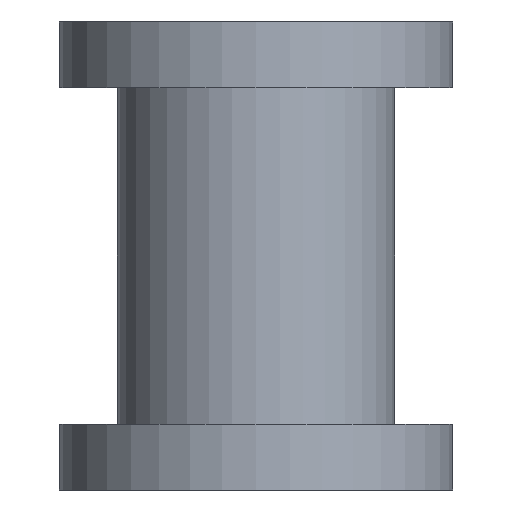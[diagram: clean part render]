
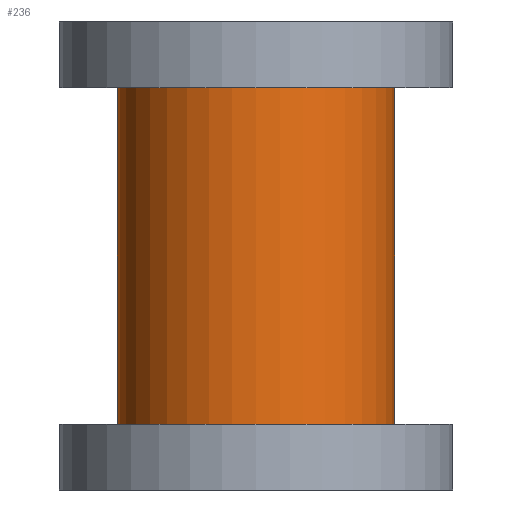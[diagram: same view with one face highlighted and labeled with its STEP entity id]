
A CAD part, front view. The second image highlights one B-rep face of the part: STEP entity #236.
In plain terms, the highlighted cylindrical face has radius 74 mm (diameter 148 mm), a full revolution.
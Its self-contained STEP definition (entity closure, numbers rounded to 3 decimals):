
#24=CIRCLE('',#261,74.);
#29=CIRCLE('',#272,74.);
#36=CYLINDRICAL_SURFACE('',#276,74.);
#50=FACE_OUTER_BOUND('',#68,.T.);
#68=EDGE_LOOP('',(#211,#212,#213,#214));
#86=LINE('',#413,#104);
#104=VECTOR('',#348,74.);
#114=VERTEX_POINT('',#377);
#124=VERTEX_POINT('',#407);
#138=EDGE_CURVE('',#114,#114,#24,.T.);
#152=EDGE_CURVE('',#124,#124,#29,.T.);
#154=EDGE_CURVE('',#124,#114,#86,.T.);
#211=ORIENTED_EDGE('',*,*,#152,.F.);
#212=ORIENTED_EDGE('',*,*,#154,.T.);
#213=ORIENTED_EDGE('',*,*,#138,.T.);
#214=ORIENTED_EDGE('',*,*,#154,.F.);
#236=ADVANCED_FACE('',(#50),#36,.T.);
#261=AXIS2_PLACEMENT_3D('',#378,#307,#308);
#272=AXIS2_PLACEMENT_3D('',#408,#338,#339);
#276=AXIS2_PLACEMENT_3D('',#412,#346,#347);
#307=DIRECTION('center_axis',(0.,0.,
1.));
#308=DIRECTION('ref_axis',(0.,-1.,0.));
#338=DIRECTION('center_axis',(0.,0.,
1.));
#339=DIRECTION('ref_axis',(0.,-1.,0.));
#346=DIRECTION('center_axis',(0.,0.,
1.));
#347=DIRECTION('ref_axis',(0.,-1.,0.));
#348=DIRECTION('',(0.,0.,-1.));
#377=CARTESIAN_POINT('',(0.,74.,-90.));
#378=CARTESIAN_POINT('Origin',(0.,0.,
-90.));
#407=CARTESIAN_POINT('',(0.,74.,90.));
#408=CARTESIAN_POINT('Origin',(0.,0.,
90.));
#412=CARTESIAN_POINT('Origin',(0.,0.,
-90.));
#413=CARTESIAN_POINT('',(0.,74.,-90.));
